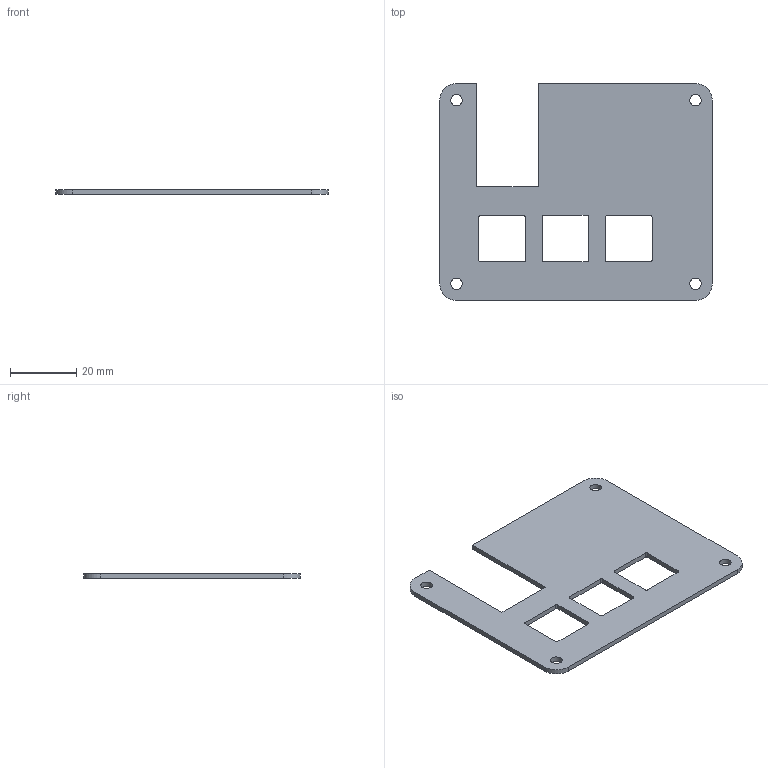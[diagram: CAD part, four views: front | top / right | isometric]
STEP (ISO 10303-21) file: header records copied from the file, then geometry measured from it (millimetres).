
FILE_DESCRIPTION(/* description */ (''),/* implementation_level */ '2;1');
FILE_NAME(/* name */ 'Top.step',/* time_stamp */ '2025-06-26T17:12:18-04:00',/* author */ (''),/* organization */ (''),/* preprocessor_version */ 'ST-DEVELOPER v20.1',/* originating_system */ 'Autodesk Translation Framework v14.10.0.0',/* authorisation */ '');
FILE_SCHEMA (('AUTOMOTIVE_DESIGN { 1 0 10303 214 3 1 1 }'));
Length unit declared in the file: millimetre
Products named in the file (1): keyboard top
Bounding box: 81.91 x 65.24 x 1.5 mm (x, y, z)
Volume: 6180.8 mm3; surface area: 9113.6 mm2
Topology: 1 solids, 1 shells, 220 faces, 621 edges, 414 vertices
Faces by surface type: bspline 145, plane 55, cylinder 20
Full cylindrical faces by diameter (mm): 3.4 x4
Entity records: 8516 total; most frequent: CARTESIAN_POINT 3721, ORIENTED_EDGE 1242, EDGE_CURVE 621, DIRECTION 523, VERTEX_POINT 414, LINE 291, VECTOR 291, B_SPLINE_CURVE_WITH_KNOTS 290
